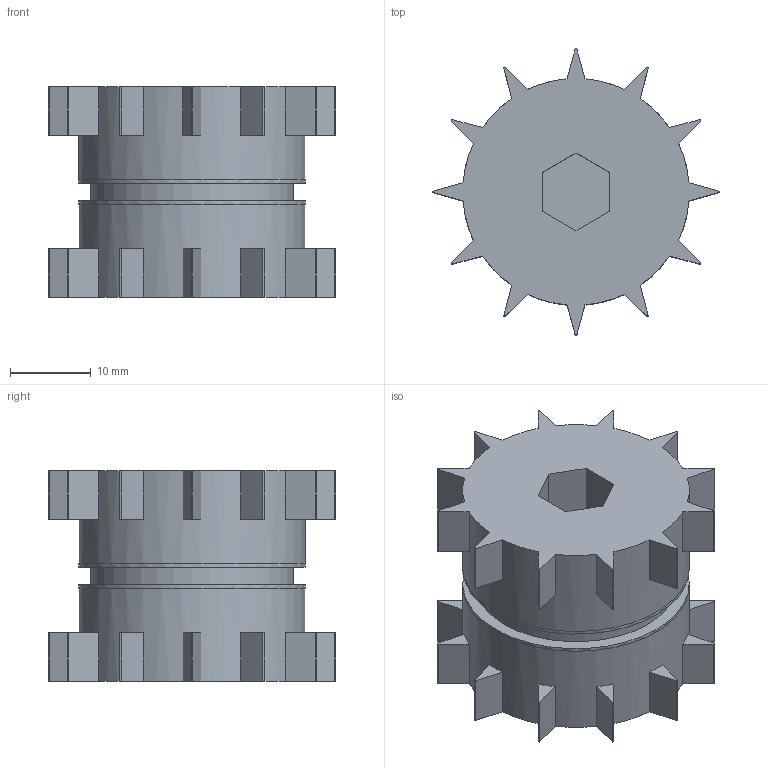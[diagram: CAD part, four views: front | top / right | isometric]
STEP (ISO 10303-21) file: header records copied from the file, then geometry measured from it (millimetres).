
FILE_DESCRIPTION(('STEP AP203'), '1');
FILE_NAME('Âåäóùèé êàòîê èçìåíåííûé', '', ('UNSPECIFIED'), ('UNSPECIFIED'), 'ASCON STEP Converter 1.6', 'ASCON Math Kernel', '');
FILE_SCHEMA(('CONFIG_CONTROL_DESIGN'));
Length unit declared in the file: millimetre
Products named in the file (1): Nodes
Bounding box: 35.44 x 35.44 x 26 mm (x, y, z)
Volume: 14139.9 mm3; surface area: 5633.9 mm2
Topology: 1 solids, 1 shells, 174 faces, 499 edges, 332 vertices
Faces by surface type: plane 141, cylinder 29, bspline 2, torus 2
Full cylindrical faces by diameter (mm): 18 x1, 25 x1, 28 x2
Entity records: 7823 total; most frequent: CARTESIAN_POINT 1848, ORIENTED_EDGE 980, DIRECTION 905, EDGE_CURVE 490, LINE 339, VECTOR 339, VERTEX_POINT 331, AXIS2_PLACEMENT_3D 283
